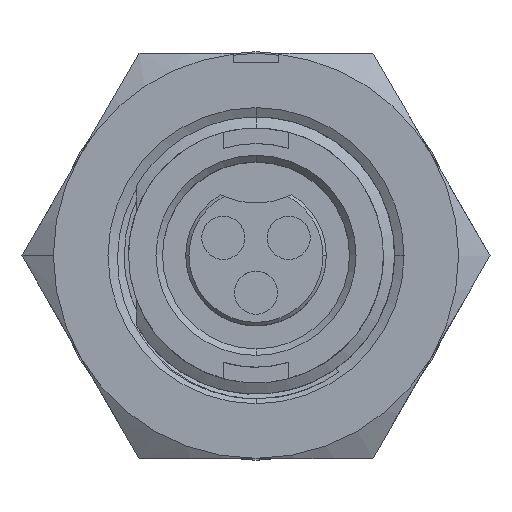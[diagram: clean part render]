
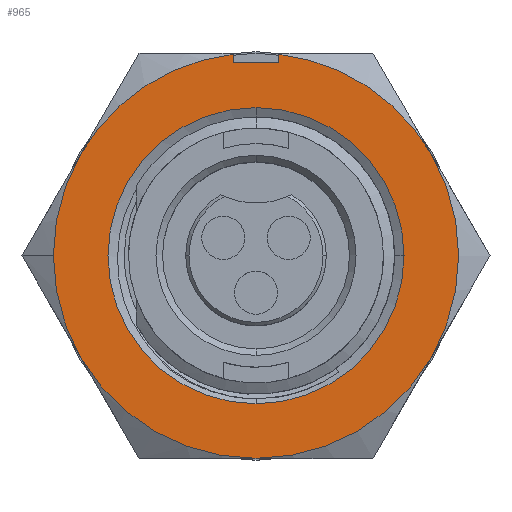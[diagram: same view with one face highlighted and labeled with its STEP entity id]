
A CAD part, top view. The second image highlights one B-rep face of the part: STEP entity #965.
In plain terms, the highlighted planar face has unit normal (0, 0, 1).
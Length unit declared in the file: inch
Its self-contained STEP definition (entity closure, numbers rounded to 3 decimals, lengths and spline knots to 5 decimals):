
#43 = CARTESIAN_POINT ( 'NONE',  ( 0., 0., 0.293 ) ) ;
#45 = DIRECTION ( 'NONE',  ( 0., 0., -1. ) ) ;
#50 = DIRECTION ( 'NONE',  ( -1., 0., 0. ) ) ;
#545 = EDGE_CURVE ( 'NONE', #1272, #1277, #767, .T. ) ;
#693 = EDGE_CURVE ( 'NONE', #1302, #11251, #10557, .T. ) ;
#720 = EDGE_CURVE ( 'NONE', #2127, #2195, #10217, .T. ) ;
#722 = EDGE_CURVE ( 'NONE', #1302, #1272, #10227, .T. ) ;
#724 = EDGE_CURVE ( 'NONE', #2195, #2201, #10216, .T. ) ;
#745 = EDGE_CURVE ( 'NONE', #1308, #2127, #10263, .T. ) ;
#767 = CIRCLE ( 'NONE', #11434, 0.31 ) ;
#778 = EDGE_CURVE ( 'NONE', #2139, #10927, #8312, .T. ) ;
#786 = EDGE_CURVE ( 'NONE', #2182, #1275, #10265, .T. ) ;
#789 = EDGE_CURVE ( 'NONE', #11251, #10927, #8349, .T. ) ;
#792 = EDGE_CURVE ( 'NONE', #1275, #1332, #10273, .T. ) ;
#807 = EDGE_CURVE ( 'NONE', #1277, #1308, #10241, .T. ) ;
#836 = EDGE_CURVE ( 'NONE', #1332, #2182, #10248, .T. ) ;
#924 = EDGE_CURVE ( 'NONE', #2201, #2139, #10238, .T. ) ;
#965 = ADVANCED_FACE ( 'NONE', ( #11519, #11512 ), #7510, .F. ) ;
#1272 = VERTEX_POINT ( 'NONE', #2763 ) ;
#1275 = VERTEX_POINT ( 'NONE', #2766 ) ;
#1277 = VERTEX_POINT ( 'NONE', #2768 ) ;
#1302 = VERTEX_POINT ( 'NONE', #2793 ) ;
#1308 = VERTEX_POINT ( 'NONE', #2799 ) ;
#1332 = VERTEX_POINT ( 'NONE', #2823 ) ;
#2067 = ORIENTED_EDGE ( 'NONE', *, *, #722, .F. ) ;
#2077 = ORIENTED_EDGE ( 'NONE', *, *, #745, .F. ) ;
#2089 = ORIENTED_EDGE ( 'NONE', *, *, #924, .F. ) ;
#2091 = ORIENTED_EDGE ( 'NONE', *, *, #724, .F. ) ;
#2113 = ORIENTED_EDGE ( 'NONE', *, *, #789, .T. ) ;
#2127 = VERTEX_POINT ( 'NONE', #2873 ) ;
#2139 = VERTEX_POINT ( 'NONE', #2878 ) ;
#2155 = ORIENTED_EDGE ( 'NONE', *, *, #778, .F. ) ;
#2165 = ORIENTED_EDGE ( 'NONE', *, *, #693, .T. ) ;
#2167 = ORIENTED_EDGE ( 'NONE', *, *, #836, .F. ) ;
#2170 = ORIENTED_EDGE ( 'NONE', *, *, #786, .F. ) ;
#2174 = ORIENTED_EDGE ( 'NONE', *, *, #545, .F. ) ;
#2178 = ORIENTED_EDGE ( 'NONE', *, *, #792, .F. ) ;
#2182 = VERTEX_POINT ( 'NONE', #2886 ) ;
#2195 = VERTEX_POINT ( 'NONE', #2891 ) ;
#2201 = VERTEX_POINT ( 'NONE', #2894 ) ;
#2203 = ORIENTED_EDGE ( 'NONE', *, *, #807, .F. ) ;
#2227 = ORIENTED_EDGE ( 'NONE', *, *, #720, .F. ) ;
#2763 = CARTESIAN_POINT ( 'NONE',  ( 0.26847, 0.155, 0.293 ) ) ;
#2766 = CARTESIAN_POINT ( 'NONE',  ( 0.2265, 0., 0.293 ) ) ;
#2768 = CARTESIAN_POINT ( 'NONE',  ( 0.26847, -0.155, 0.293 ) ) ;
#2793 = CARTESIAN_POINT ( 'NONE',  ( 0.035, 0.30802, 0.293 ) ) ;
#2799 = CARTESIAN_POINT ( 'NONE',  ( 0., -0.31, 0.293 ) ) ;
#2823 = CARTESIAN_POINT ( 'NONE',  ( 0., 0.2265, 0.293 ) ) ;
#2873 = CARTESIAN_POINT ( 'NONE',  ( -0.26847, -0.155, 0.293 ) ) ;
#2878 = CARTESIAN_POINT ( 'NONE',  ( -0.035, 0.30802, 0.293 ) ) ;
#2886 = CARTESIAN_POINT ( 'NONE',  ( 0., -0.2265, 0.293 ) ) ;
#2891 = CARTESIAN_POINT ( 'NONE',  ( -0.31, 0., 0.293 ) ) ;
#2894 = CARTESIAN_POINT ( 'NONE',  ( -0.26847, 0.155, 0.293 ) ) ;
#2905 = CARTESIAN_POINT ( 'NONE',  ( -0.035, 0.295, 0.293 ) ) ;
#2969 = CARTESIAN_POINT ( 'NONE',  ( 0.035, 0.295, 0.293 ) ) ;
#5598 = CARTESIAN_POINT ( 'NONE',  ( 0., 0., 0.293 ) ) ;
#5599 = DIRECTION ( 'NONE',  ( 0., 0., -1. ) ) ;
#5600 = DIRECTION ( 'NONE',  ( -1., 0., 0. ) ) ;
#5605 = CARTESIAN_POINT ( 'NONE',  ( 0., 0., 0.293 ) ) ;
#5606 = DIRECTION ( 'NONE',  ( 0., 0., -1. ) ) ;
#5607 = DIRECTION ( 'NONE',  ( -1., 0., 0. ) ) ;
#5612 = CARTESIAN_POINT ( 'NONE',  ( 0., 0., 0.293 ) ) ;
#5613 = DIRECTION ( 'NONE',  ( 0., 0., -1. ) ) ;
#5614 = DIRECTION ( 'NONE',  ( -1., 0., 0. ) ) ;
#5975 = CARTESIAN_POINT ( 'NONE',  ( 0., 0., 0.293 ) ) ;
#5976 = DIRECTION ( 'NONE',  ( 0., 0., -1. ) ) ;
#5977 = DIRECTION ( 'NONE',  ( -1., 0., 0. ) ) ;
#6385 = CARTESIAN_POINT ( 'NONE',  ( 0., 0., 0.293 ) ) ;
#6386 = DIRECTION ( 'NONE',  ( 0., 0., 1. ) ) ;
#6387 = DIRECTION ( 'NONE',  ( 0., -1., 0. ) ) ;
#7337 = CARTESIAN_POINT ( 'NONE',  ( 0., 0., 0.293 ) ) ;
#7338 = DIRECTION ( 'NONE',  ( 0., 0., -1. ) ) ;
#7339 = DIRECTION ( 'NONE',  ( -1., 0., 0. ) ) ;
#7510 = PLANE ( 'NONE',  #11511 ) ;
#7514 = CARTESIAN_POINT ( 'NONE',  ( 0., -0.62, 0.293 ) ) ;
#7515 = DIRECTION ( 'NONE',  ( 0., 0., -1. ) ) ;
#7516 = DIRECTION ( 'NONE',  ( -1., 0., 0. ) ) ;
#8312 = LINE ( 'NONE', #8313, #11721 ) ;
#8313 = CARTESIAN_POINT ( 'NONE',  ( -0.035, -0.62, 0.293 ) ) ;
#8314 = DIRECTION ( 'NONE',  ( 0., -1., 0. ) ) ;
#8333 = CARTESIAN_POINT ( 'NONE',  ( 0., 0., 0.293 ) ) ;
#8334 = DIRECTION ( 'NONE',  ( 0., 0., 1. ) ) ;
#8335 = DIRECTION ( 'NONE',  ( 1., 0., 0. ) ) ;
#8349 = LINE ( 'NONE', #8350, #11706 ) ;
#8350 = CARTESIAN_POINT ( 'NONE',  ( -0.035, 0.295, 0.293 ) ) ;
#8351 = DIRECTION ( 'NONE',  ( -1., 0., 0. ) ) ;
#8357 = CARTESIAN_POINT ( 'NONE',  ( 0., 0., 0.293 ) ) ;
#8358 = DIRECTION ( 'NONE',  ( 0., 0., 1. ) ) ;
#8359 = DIRECTION ( 'NONE',  ( 1., 0., 0. ) ) ;
#8438 = CARTESIAN_POINT ( 'NONE',  ( 0., 0., 0.293 ) ) ;
#8439 = DIRECTION ( 'NONE',  ( 0., 0., -1. ) ) ;
#8440 = DIRECTION ( 'NONE',  ( -1., 0., 0. ) ) ;
#10145 = EDGE_LOOP ( 'NONE', ( #2178, #2170, #2167 ) ) ;
#10152 = EDGE_LOOP ( 'NONE', ( #2165, #2113, #2155, #2089, #2091, #2227, #2077, #2203, #2174, #2067 ) ) ;
#10216 = CIRCLE ( 'NONE', #11782, 0.31 ) ;
#10217 = CIRCLE ( 'NONE', #11786, 0.31 ) ;
#10227 = CIRCLE ( 'NONE', #11783, 0.31 ) ;
#10238 = CIRCLE ( 'NONE', #11596, 0.31 ) ;
#10241 = CIRCLE ( 'NONE', #11695, 0.31 ) ;
#10248 = CIRCLE ( 'NONE', #11671, 0.2265 ) ;
#10263 = CIRCLE ( 'NONE', #11761, 0.31 ) ;
#10265 = CIRCLE ( 'NONE', #11725, 0.2265 ) ;
#10273 = CIRCLE ( 'NONE', #11705, 0.2265 ) ;
#10557 = LINE ( 'NONE', #10558, #11280 ) ;
#10558 = CARTESIAN_POINT ( 'NONE',  ( 0.035, 0.35188, 0.293 ) ) ;
#10559 = DIRECTION ( 'NONE',  ( 0., -1., 0. ) ) ;
#10927 = VERTEX_POINT ( 'NONE', #2905 ) ;
#11251 = VERTEX_POINT ( 'NONE', #2969 ) ;
#11280 = VECTOR ( 'NONE', #10559, 39.37008 ) ;
#11434 = AXIS2_PLACEMENT_3D ( 'NONE', #43, #45, #50 ) ;
#11511 = AXIS2_PLACEMENT_3D ( 'NONE', #7514, #7515, #7516 ) ;
#11512 = FACE_OUTER_BOUND ( 'NONE', #10152, .T. ) ;
#11519 = FACE_BOUND ( 'NONE', #10145, .T. ) ;
#11596 = AXIS2_PLACEMENT_3D ( 'NONE', #7337, #7338, #7339 ) ;
#11671 = AXIS2_PLACEMENT_3D ( 'NONE', #6385, #6386, #6387 ) ;
#11695 = AXIS2_PLACEMENT_3D ( 'NONE', #8438, #8439, #8440 ) ;
#11705 = AXIS2_PLACEMENT_3D ( 'NONE', #8357, #8358, #8359 ) ;
#11706 = VECTOR ( 'NONE', #8351, 39.37008 ) ;
#11721 = VECTOR ( 'NONE', #8314, 39.37008 ) ;
#11725 = AXIS2_PLACEMENT_3D ( 'NONE', #8333, #8334, #8335 ) ;
#11761 = AXIS2_PLACEMENT_3D ( 'NONE', #5975, #5976, #5977 ) ;
#11782 = AXIS2_PLACEMENT_3D ( 'NONE', #5612, #5613, #5614 ) ;
#11783 = AXIS2_PLACEMENT_3D ( 'NONE', #5605, #5606, #5607 ) ;
#11786 = AXIS2_PLACEMENT_3D ( 'NONE', #5598, #5599, #5600 ) ;
